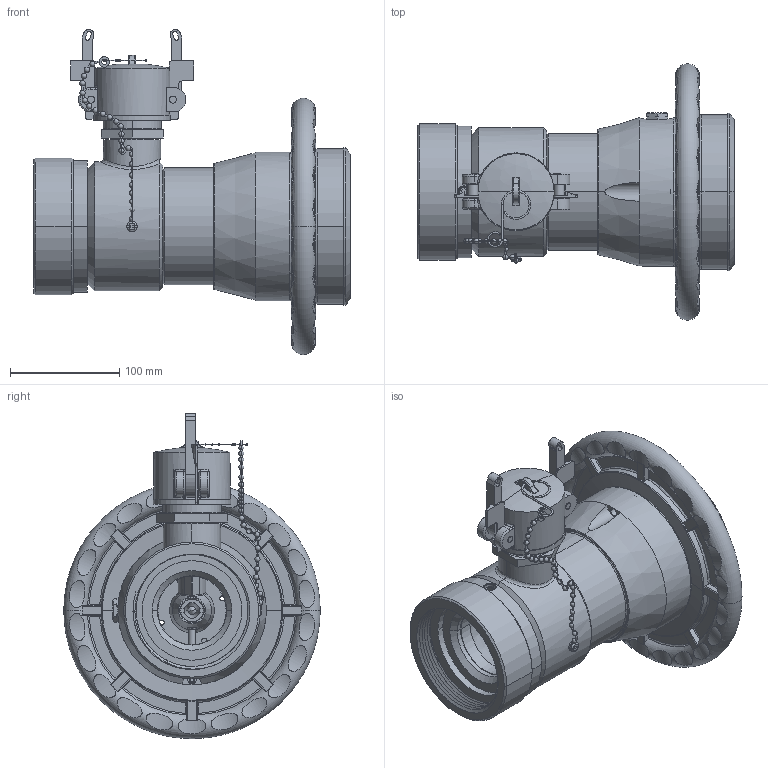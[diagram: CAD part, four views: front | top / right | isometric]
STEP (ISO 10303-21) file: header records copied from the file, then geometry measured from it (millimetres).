
FILE_DESCRIPTION((''),'2;1');
FILE_NAME('4475_3_5','2012-03-22T',('sobri'),(''),'PRO/ENGINEER BY PARAMETRIC TECHNOLOGY CORPORATION, 2011180','PRO/ENGINEER BY PARAMETRIC TECHNOLOGY CORPORATION, 2011180','');
FILE_SCHEMA(('CONFIG_CONTROL_DESIGN'));
Length unit declared in the file: inch
Products named in the file (1): 4475_3_5
Bounding box: 290.1 x 234.87 x 297.98 mm (x, y, z)
Surface area: 499996.1 mm2 (no closed solid volume)
Topology: 0 solids, 47 shells, 965 faces, 2938 edges, 1920 vertices
Faces by surface type: cylinder 319, plane 265, bspline 135, cone 109, torus 85, sphere 52
Entity records: 49151 total; most frequent: CARTESIAN_POINT 25064, ORIENTED_EDGE 5116, DIRECTION 4586, EDGE_CURVE 2842, VERTEX_POINT 1920, AXIS2_PLACEMENT_3D 1843, EDGE_LOOP 1078, CIRCLE 1013
